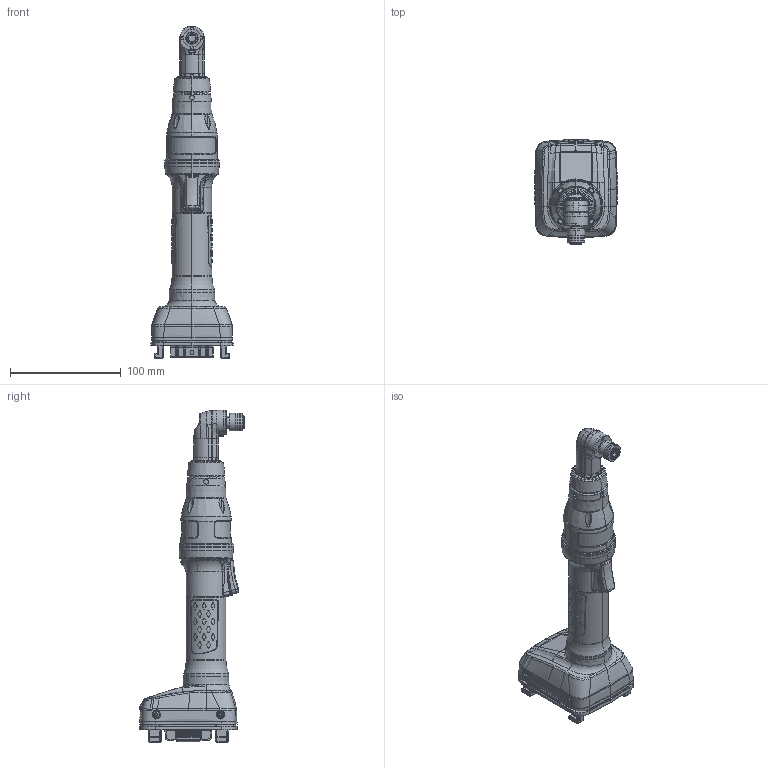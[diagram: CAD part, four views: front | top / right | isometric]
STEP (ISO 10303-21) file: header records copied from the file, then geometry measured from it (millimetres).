
FILE_DESCRIPTION((''),'2;1');
FILE_NAME('EXT_COMP_SW0068','2021-08-27T18:06:23',('INEVDh'),(''),'CREO PARAMETRIC BY PTC INC, 2020281','CREO PARAMETRIC BY PTC INC, 2020281','');
FILE_SCHEMA(('CONFIG_CONTROL_DESIGN'));
Products named in the file (1): EXT_COMP_SW0068
Bounding box: 74.45 x 95 x 300.3 mm (x, y, z)
Volume: 476936.8 mm3; surface area: 71987 mm2
Topology: 5 solids, 12 shells, 4889 faces, 12134 edges, 7380 vertices
Faces by surface type: bspline 1445, cylinder 1364, plane 1335, extrusion 290, torus 164, sphere 153, cone 134, revolution 4
Entity records: 260049 total; most frequent: CARTESIAN_POINT 156040, ORIENTED_EDGE 24258, DIRECTION 17426, EDGE_CURVE 12129, VERTEX_POINT 7380, AXIS2_PLACEMENT_3D 6050, VECTOR 5322, EDGE_LOOP 5057
